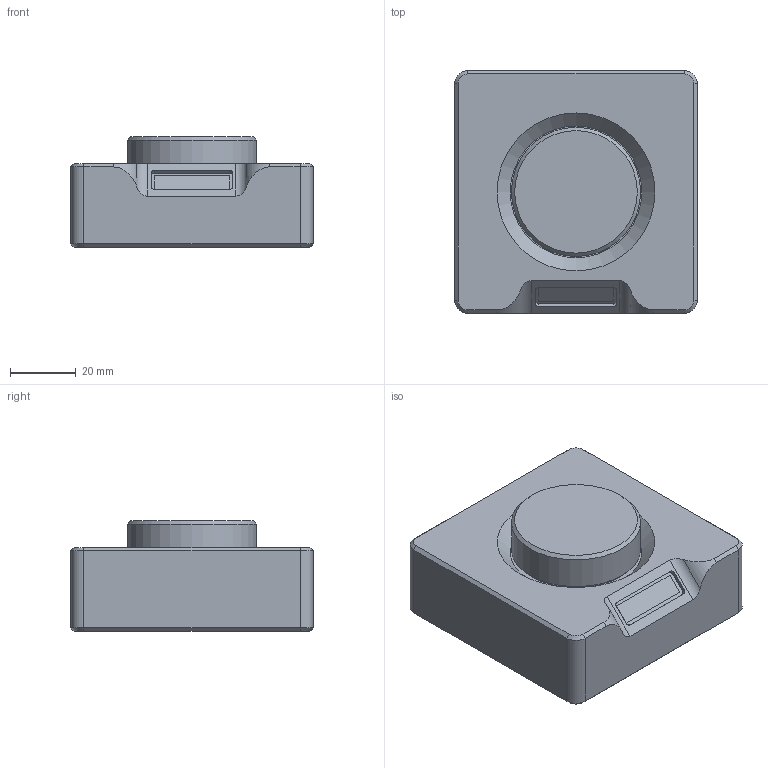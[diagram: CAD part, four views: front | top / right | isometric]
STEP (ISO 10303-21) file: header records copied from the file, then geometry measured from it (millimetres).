
FILE_DESCRIPTION(/* description */ (''),/* implementation_level */ '2;1');
FILE_NAME(/* name */ 'Maxmix_Base_v301_r96.step',/* time_stamp */ '2020-07-29T10:01:16-07:00',/* author */ (''),/* organization */ (''),/* preprocessor_version */ 'ST-DEVELOPER v18.1',/* originating_system */ 'Autodesk Translation Framework v9.3.0.1241',/* authorisation */ '');
FILE_SCHEMA (('AUTOMOTIVE_DESIGN { 1 0 10303 214 3 1 1 }'));
Length unit declared in the file: millimetre
Products named in the file (11): Maxmix_Base; Arduino; Rotary; OLED; Top; Bottom; Knob; Tabs; PowerBus; LightRingBracket; LightRing
Assembly tree (10 placements, depth 2):
  Maxmix_Base
    Arduino
    Rotary
    OLED
    Top
    Bottom
    Knob
    Tabs
    PowerBus
    LightRingBracket
    LightRing
Bounding box: 74 x 74 x 33.7 mm (x, y, z)
Volume: 48030.2 mm3; surface area: 51955.8 mm2
Topology: 13 solids, 13 shells, 738 faces, 1872 edges, 1236 vertices
Faces by surface type: plane 607, cylinder 71, bspline 40, cone 20
Full cylindrical faces by diameter (mm): 1.15 x4, 2 x18, 2.2 x2, 2.44 x2, 3 x2, 5 x4, 7 x2, 10.5 x1, 13.4 x1, 15.8 x2, 18 x1, 32 x1, 35 x1, 39.4 x1
Entity records: 22968 total; most frequent: CARTESIAN_POINT 4843, ORIENTED_EDGE 3744, DIRECTION 3404, EDGE_CURVE 1872, LINE 1602, VECTOR 1602, VERTEX_POINT 1236, AXIS2_PLACEMENT_3D 901
